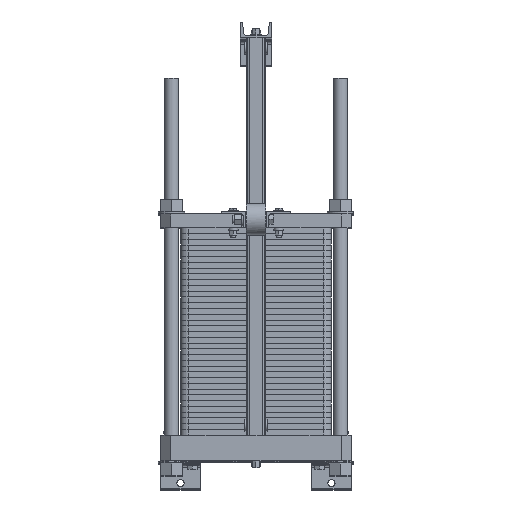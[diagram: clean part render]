
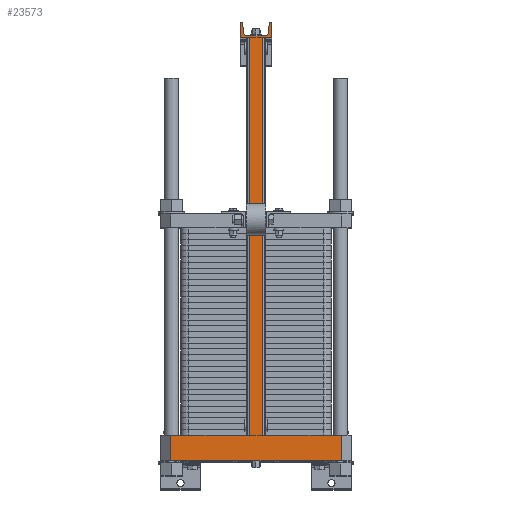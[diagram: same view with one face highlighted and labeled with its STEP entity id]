
A CAD part, top view. The second image highlights one B-rep face of the part: STEP entity #23573.
In plain terms, the highlighted planar face has unit normal (0, 0, 1).
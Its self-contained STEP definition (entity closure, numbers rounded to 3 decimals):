
#3612=LINE('',#35532,#6270);
#3626=LINE('',#35662,#6284);
#3627=LINE('',#35664,#6285);
#3628=LINE('',#35666,#6286);
#3629=LINE('',#35668,#6287);
#3630=LINE('',#35670,#6288);
#3631=LINE('',#35672,#6289);
#3632=LINE('',#35674,#6290);
#3633=LINE('',#35676,#6291);
#3634=LINE('',#35678,#6292);
#3635=LINE('',#35682,#6293);
#3636=LINE('',#35686,#6294);
#3637=LINE('',#35690,#6295);
#3638=LINE('',#35694,#6296);
#3639=LINE('',#35696,#6297);
#3640=LINE('',#35697,#6298);
#6270=VECTOR('',#27466,1.);
#6284=VECTOR('',#27554,10.);
#6285=VECTOR('',#27555,10.);
#6286=VECTOR('',#27556,10.);
#6287=VECTOR('',#27557,10.);
#6288=VECTOR('',#27558,10.);
#6289=VECTOR('',#27559,10.);
#6290=VECTOR('',#27560,10.);
#6291=VECTOR('',#27561,10.);
#6292=VECTOR('',#27562,10.);
#6293=VECTOR('',#27565,10.);
#6294=VECTOR('',#27568,10.);
#6295=VECTOR('',#27571,10.);
#6296=VECTOR('',#27574,10.);
#6297=VECTOR('',#27575,10.);
#6298=VECTOR('',#27576,10.);
#8904=PLANE('',#24759);
#10014=FACE_OUTER_BOUND('',#11117,.T.);
#11117=EDGE_LOOP('',(#18435,#18436,#18437,#18438,#18439,#18440,#18441,#18442,
#18443,#18444,#18445,#18446,#18447,#18448,#18449,#18450,#18451,#18452,#18453,
#18454));
#12521=CIRCLE('',#24760,4.);
#12522=CIRCLE('',#24761,8.);
#12523=CIRCLE('',#24762,8.);
#12524=CIRCLE('',#24763,4.);
#14067=VERTEX_POINT('',#35529);
#14068=VERTEX_POINT('',#35531);
#14099=VERTEX_POINT('',#35661);
#14100=VERTEX_POINT('',#35663);
#14101=VERTEX_POINT('',#35665);
#14102=VERTEX_POINT('',#35667);
#14103=VERTEX_POINT('',#35669);
#14104=VERTEX_POINT('',#35671);
#14105=VERTEX_POINT('',#35673);
#14106=VERTEX_POINT('',#35675);
#14107=VERTEX_POINT('',#35677);
#14108=VERTEX_POINT('',#35679);
#14109=VERTEX_POINT('',#35681);
#14110=VERTEX_POINT('',#35683);
#14111=VERTEX_POINT('',#35685);
#14112=VERTEX_POINT('',#35687);
#14113=VERTEX_POINT('',#35689);
#14114=VERTEX_POINT('',#35691);
#14115=VERTEX_POINT('',#35693);
#14116=VERTEX_POINT('',#35695);
#15815=EDGE_CURVE('',#14068,#14067,#3612,.T.);
#15855=EDGE_CURVE('',#14067,#14099,#3626,.T.);
#15856=EDGE_CURVE('',#14099,#14100,#3627,.T.);
#15857=EDGE_CURVE('',#14101,#14100,#3628,.T.);
#15858=EDGE_CURVE('',#14102,#14101,#3629,.T.);
#15859=EDGE_CURVE('',#14102,#14103,#3630,.T.);
#15860=EDGE_CURVE('',#14103,#14104,#3631,.T.);
#15861=EDGE_CURVE('',#14104,#14105,#3632,.T.);
#15862=EDGE_CURVE('',#14105,#14106,#3633,.T.);
#15863=EDGE_CURVE('',#14106,#14107,#3634,.T.);
#15864=EDGE_CURVE('',#14107,#14108,#12521,.T.);
#15865=EDGE_CURVE('',#14108,#14109,#3635,.T.);
#15866=EDGE_CURVE('',#14109,#14110,#12522,.T.);
#15867=EDGE_CURVE('',#14110,#14111,#3636,.T.);
#15868=EDGE_CURVE('',#14111,#14112,#12523,.T.);
#15869=EDGE_CURVE('',#14112,#14113,#3637,.T.);
#15870=EDGE_CURVE('',#14113,#14114,#12524,.T.);
#15871=EDGE_CURVE('',#14114,#14115,#3638,.T.);
#15872=EDGE_CURVE('',#14115,#14116,#3639,.T.);
#15873=EDGE_CURVE('',#14116,#14068,#3640,.T.);
#18435=ORIENTED_EDGE('',*,*,#15815,.T.);
#18436=ORIENTED_EDGE('',*,*,#15855,.T.);
#18437=ORIENTED_EDGE('',*,*,#15856,.T.);
#18438=ORIENTED_EDGE('',*,*,#15857,.F.);
#18439=ORIENTED_EDGE('',*,*,#15858,.F.);
#18440=ORIENTED_EDGE('',*,*,#15859,.T.);
#18441=ORIENTED_EDGE('',*,*,#15860,.T.);
#18442=ORIENTED_EDGE('',*,*,#15861,.T.);
#18443=ORIENTED_EDGE('',*,*,#15862,.T.);
#18444=ORIENTED_EDGE('',*,*,#15863,.T.);
#18445=ORIENTED_EDGE('',*,*,#15864,.T.);
#18446=ORIENTED_EDGE('',*,*,#15865,.T.);
#18447=ORIENTED_EDGE('',*,*,#15866,.T.);
#18448=ORIENTED_EDGE('',*,*,#15867,.T.);
#18449=ORIENTED_EDGE('',*,*,#15868,.T.);
#18450=ORIENTED_EDGE('',*,*,#15869,.T.);
#18451=ORIENTED_EDGE('',*,*,#15870,.T.);
#18452=ORIENTED_EDGE('',*,*,#15871,.T.);
#18453=ORIENTED_EDGE('',*,*,#15872,.T.);
#18454=ORIENTED_EDGE('',*,*,#15873,.T.);
#23573=ADVANCED_FACE('',(#10014),#8904,.T.);
#24759=AXIS2_PLACEMENT_3D('',#35660,#27552,#27553);
#24760=AXIS2_PLACEMENT_3D('',#35680,#27563,#27564);
#24761=AXIS2_PLACEMENT_3D('',#35684,#27566,#27567);
#24762=AXIS2_PLACEMENT_3D('',#35688,#27569,#27570);
#24763=AXIS2_PLACEMENT_3D('',#35692,#27572,#27573);
#27466=DIRECTION('',(0.,-1.,0.));
#27552=DIRECTION('center_axis',(0.,0.,
1.));
#27553=DIRECTION('ref_axis',(-1.,0.,0.));
#27554=DIRECTION('',(-1.,0.,0.));
#27555=DIRECTION('',(0.,-1.,0.));
#27556=DIRECTION('',(-1.,0.,0.));
#27557=DIRECTION('',(0.,-1.,0.));
#27558=DIRECTION('',(-1.,0.,0.));
#27559=DIRECTION('',(0.,1.,0.));
#27560=DIRECTION('',(1.,0.,0.));
#27561=DIRECTION('',(0.,1.,0.));
#27562=DIRECTION('',(-1.,0.,0.));
#27563=DIRECTION('center_axis',(0.,0.,1.));
#27564=DIRECTION('ref_axis',(0.,1.,0.));
#27565=DIRECTION('',(-0.091,-0.996,0.));
#27566=DIRECTION('center_axis',(0.,0.,-1.));
#27567=DIRECTION('ref_axis',(0.,1.,0.));
#27568=DIRECTION('',(-1.,0.,0.));
#27569=DIRECTION('center_axis',(0.,0.,-1.));
#27570=DIRECTION('ref_axis',(0.996,0.091,0.));
#27571=DIRECTION('',(-0.091,0.996,0.));
#27572=DIRECTION('center_axis',(0.,0.,1.));
#27573=DIRECTION('ref_axis',(0.996,0.091,0.));
#27574=DIRECTION('',(-1.,0.,0.));
#27575=DIRECTION('',(0.,-1.,0.));
#27576=DIRECTION('',(1.,0.,0.));
#35529=CARTESIAN_POINT('',(-16.2,0.,1754.));
#35531=CARTESIAN_POINT('',(-16.2,1000.,1754.));
#35532=CARTESIAN_POINT('',(-16.2,761.,1754.));
#35660=CARTESIAN_POINT('Origin',(215.,0.,1754.));
#35661=CARTESIAN_POINT('',(-215.,0.,1754.));
#35662=CARTESIAN_POINT('',(215.,0.,1754.));
#35663=CARTESIAN_POINT('',(-215.,-65.,1754.));
#35664=CARTESIAN_POINT('',(-215.,0.,1754.));
#35665=CARTESIAN_POINT('',(215.,-65.,1754.));
#35666=CARTESIAN_POINT('',(215.,-65.,1754.));
#35667=CARTESIAN_POINT('',(215.,0.,1754.));
#35668=CARTESIAN_POINT('',(215.,0.,1754.));
#35669=CARTESIAN_POINT('',(16.2,0.,1754.));
#35670=CARTESIAN_POINT('',(215.,0.,1754.));
#35671=CARTESIAN_POINT('',(16.2,1000.,1754.));
#35672=CARTESIAN_POINT('',(16.2,0.,1754.));
#35673=CARTESIAN_POINT('',(40.,1000.,1754.));
#35674=CARTESIAN_POINT('',(-40.,1000.,1754.));
#35675=CARTESIAN_POINT('',(40.,1040.,1754.));
#35676=CARTESIAN_POINT('',(40.,1000.,1754.));
#35677=CARTESIAN_POINT('',(37.45,1040.,1754.));
#35678=CARTESIAN_POINT('',(40.,1040.,1754.));
#35679=CARTESIAN_POINT('',(33.466,1036.366,1754.));
#35680=CARTESIAN_POINT('Origin',(37.45,1036.,1754.));
#35681=CARTESIAN_POINT('',(31.347,1013.269,1754.));
#35682=CARTESIAN_POINT('',(33.466,1036.366,1754.));
#35683=CARTESIAN_POINT('',(23.381,1006.,1754.));
#35684=CARTESIAN_POINT('Origin',(23.381,1014.,1754.));
#35685=CARTESIAN_POINT('',(-23.381,1006.,1754.));
#35686=CARTESIAN_POINT('',(23.381,1006.,1754.));
#35687=CARTESIAN_POINT('',(-31.347,1013.269,1754.));
#35688=CARTESIAN_POINT('Origin',(-23.381,1014.,1754.));
#35689=CARTESIAN_POINT('',(-33.466,1036.366,1754.));
#35690=CARTESIAN_POINT('',(-31.347,1013.269,1754.));
#35691=CARTESIAN_POINT('',(-37.45,1040.,1754.));
#35692=CARTESIAN_POINT('Origin',(-37.45,1036.,1754.));
#35693=CARTESIAN_POINT('',(-40.,1040.,1754.));
#35694=CARTESIAN_POINT('',(-37.45,1040.,1754.));
#35695=CARTESIAN_POINT('',(-40.,1000.,1754.));
#35696=CARTESIAN_POINT('',(-40.,1040.,1754.));
#35697=CARTESIAN_POINT('',(-40.,1000.,1754.));
